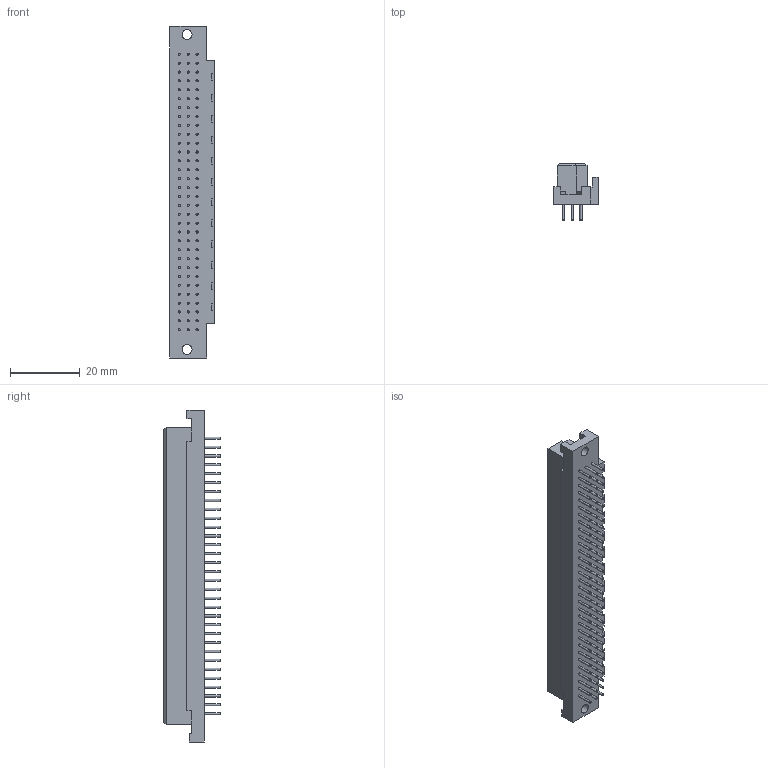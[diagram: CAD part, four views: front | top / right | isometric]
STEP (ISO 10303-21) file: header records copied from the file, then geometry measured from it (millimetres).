
FILE_DESCRIPTION(/* description */ (''),/* implementation_level */ '2;1');
FILE_NAME(/* name */ '100083164ugm000_b.stp',/* time_stamp */ '2014-06-12T12:19:01+02:00',/* author */ (''),/* organization */ (''),/* preprocessor_version */ 'ST-DEVELOPER v15',/* originating_system */ 'SIEMENS PLM Software NX 8.5',/* authorisation */ '');
FILE_SCHEMA (('AUTOMOTIVE_DESIGN { 1 0 10303 214 3 1 1 1 }'));
Length unit declared in the file: millimetre
Products named in the file (1): 100083164ugm000_b
Bounding box: 12.7 x 16.1 x 94.9 mm (x, y, z)
Volume: 10265.6 mm3; surface area: 6460 mm2
Topology: 1 solids, 1 shells, 874 faces, 2100 edges, 1396 vertices
Faces by surface type: plane 776, cylinder 98
Full cylindrical faces by diameter (mm): 0.6 x96, 2.8 x2
Entity records: 29397 total; most frequent: CARTESIAN_POINT 4273, ORIENTED_EDGE 4004, DIRECTION 3948, EDGE_CURVE 2002, LINE 1806, VECTOR 1806, VERTEX_POINT 1396, EDGE_LOOP 1168
